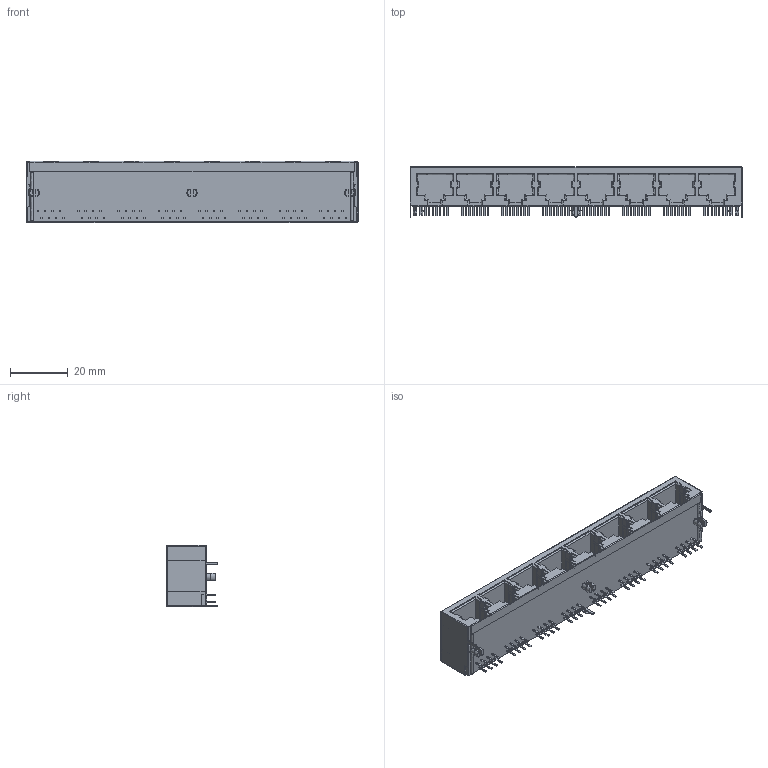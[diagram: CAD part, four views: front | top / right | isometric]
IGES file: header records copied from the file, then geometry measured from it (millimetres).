
Start section: SolidWorks IGES file using analytic representation for surfaces
Global section: file name: GSGX-NS-8-88-4.57_rA4.IGS; native system: SolidWorks 2012; preprocessor: SolidWorks 2012; author: Daniel; date: 140127.103556; units: millimetre
Bounding box: 114.94 x 17.45 x 21.27 mm (x, y, z)
Surface area: 17405.9 mm2 (no closed solid volume)
Topology: 0 solids, 0 shells, 1061 faces, 7158 edges, 7154 vertices
Faces by surface type: bspline 857, revolution 204
